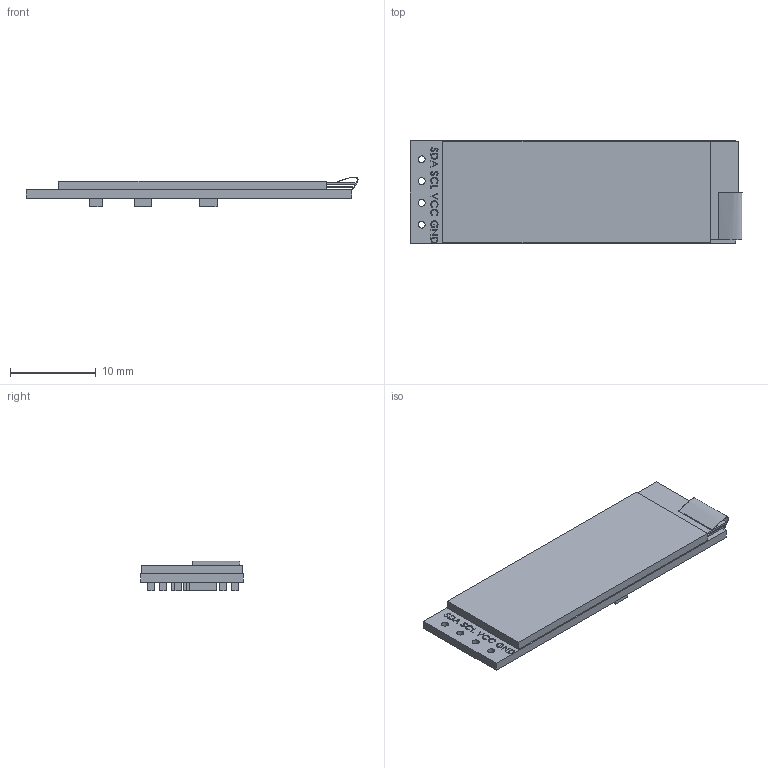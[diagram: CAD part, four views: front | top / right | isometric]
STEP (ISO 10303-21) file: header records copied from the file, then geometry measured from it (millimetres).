
FILE_DESCRIPTION(('STEP AP214'),'1');
FILE_NAME('OLED.stp','2023-02-24T12:51:21',(' '),(' '),'Spatial InterOp 3D',' ',' ');
FILE_SCHEMA(('AUTOMOTIVE_DESIGN { 1 0 10303 214 1 1 1 1 }'));
Length unit declared in the file: metre
Products named in the file (3): OLED 32x 128; Default; OLED
Assembly tree (2 placements, depth 3):
  OLED
    OLED 32x 128
      Default
Bounding box: 38.74 x 12 x 3.46 mm (x, y, z)
Volume: 864.2 mm3; surface area: 1385 mm2
Topology: 1 solids, 1 shells, 281 faces, 755 edges, 504 vertices
Faces by surface type: plane 165, bspline 58, extrusion 45, cylinder 13
Entity records: 16064 total; most frequent: CARTESIAN_POINT 8796, ORIENTED_EDGE 1510, DIRECTION 962, EDGE_CURVE 755, VECTOR 562, LINE 517, VERTEX_POINT 504, EDGE_LOOP 319
